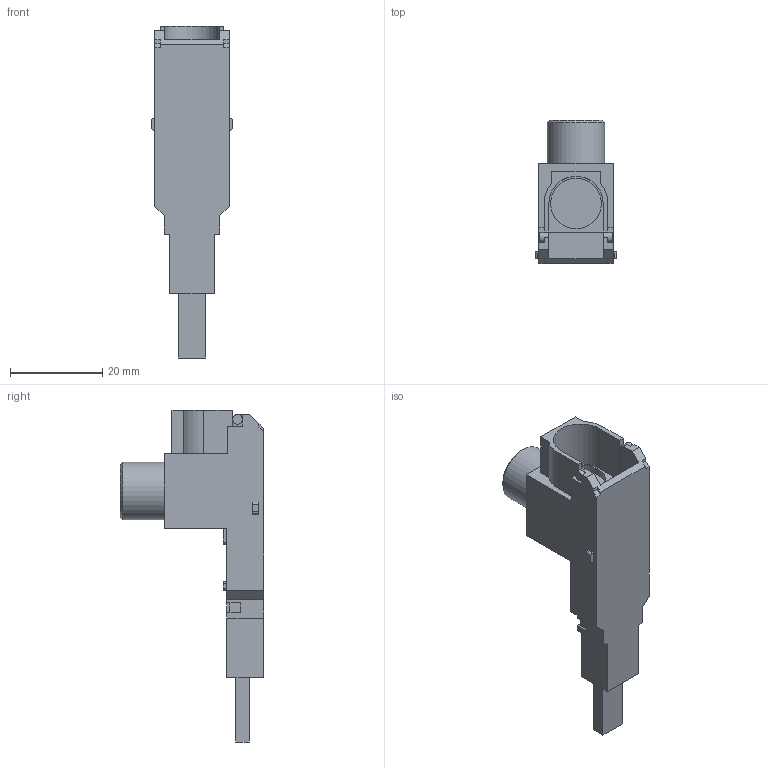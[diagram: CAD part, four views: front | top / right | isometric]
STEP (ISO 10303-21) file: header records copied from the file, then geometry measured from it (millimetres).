
FILE_DESCRIPTION(/* description */ ('STEP AP214'),/* implementation_level */ '2;1');
FILE_NAME(/* name */ '1489-AMCLT35',/* time_stamp */ '2025-02-17T17:39:36+01:00',/* author */ ('License CC BY-ND 4.0'),/* organization */ ('CADENAS'),/* preprocessor_version */ 'ST-DEVELOPER v19.3',/* originating_system */ 'PARTsolutions',/* authorisation */ ' ');
FILE_SCHEMA (('AUTOMOTIVE_DESIGN {1 0 10303 214 3 1 1}'));
Length unit declared in the file: millimetre
Products named in the file (1): 1489-AMCLT35
Bounding box: 17.6 x 31.1 x 72.1 mm (x, y, z)
Volume: 10263.4 mm3; surface area: 5892.4 mm2
Topology: 1 solids, 1 shells, 132 faces, 361 edges, 240 vertices
Faces by surface type: plane 118, cylinder 13, cone 1
Full cylindrical faces by diameter (mm): 2.1 x2, 7 x1, 10.5 x1, 11 x1, 12.5 x1
Entity records: 4104 total; most frequent: CARTESIAN_POINT 725, ORIENTED_EDGE 706, DIRECTION 648, EDGE_CURVE 353, LINE 324, VECTOR 324, VERTEX_POINT 239, AXIS2_PLACEMENT_3D 162
